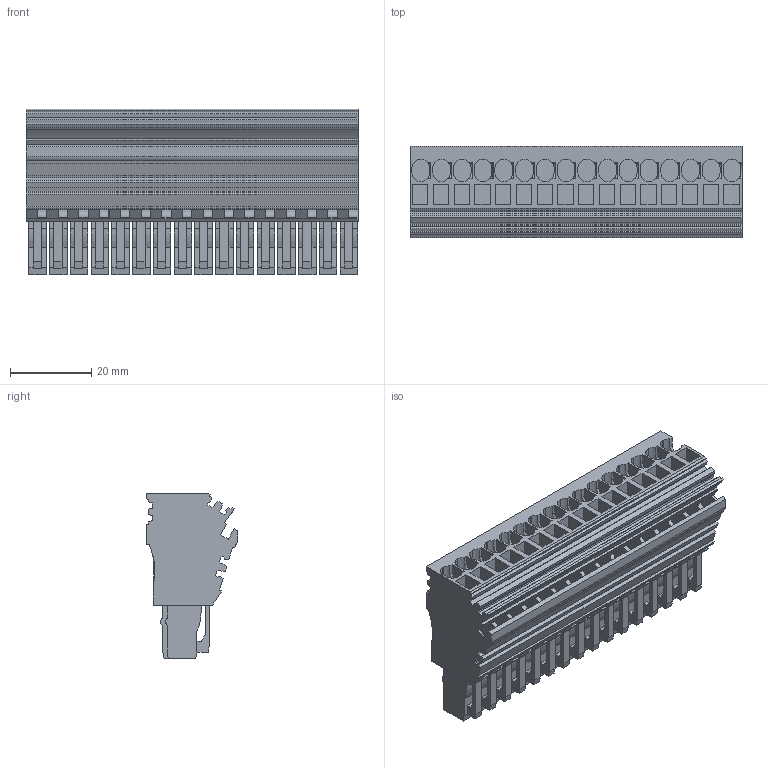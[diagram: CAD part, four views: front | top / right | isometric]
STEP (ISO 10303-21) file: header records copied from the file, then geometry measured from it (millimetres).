
FILE_DESCRIPTION(('CATIA V5R24 STEP','CAx-IF Rec.Pracs.--- Model Styling and Organization---1.2---2011-12-15'),'2;1');
FILE_NAME ('411029_1', '2017-02-01T09:02:46+00:00', ('Weidmueller Interface'), ('Weidmueller'), 'CATIA Version 5-6 Release 2014 SP4 HF52', 'CATIA V5 STEP AP214', 'none');
FILE_SCHEMA(('AUTOMOTIVE_DESIGN { 1 0 10303 214 1 1 1 1 }'));
Length unit declared in the file: millimetre
Products named in the file (1): v5-standard_part
Bounding box: 81.6 x 22.55 x 40.75 mm (x, y, z)
Volume: 35813.8 mm3; surface area: 29422.5 mm2
Topology: 1 solids, 1 shells, 1782 faces, 5159 edges, 3442 vertices
Faces by surface type: plane 1390, cylinder 392
Entity records: 53416 total; most frequent: CARTESIAN_POINT 10672, ORIENTED_EDGE 10318, DIRECTION 6550, EDGE_CURVE 5159, VECTOR 4242, LINE 4242, VERTEX_POINT 3442, EDGE_LOOP 1877
